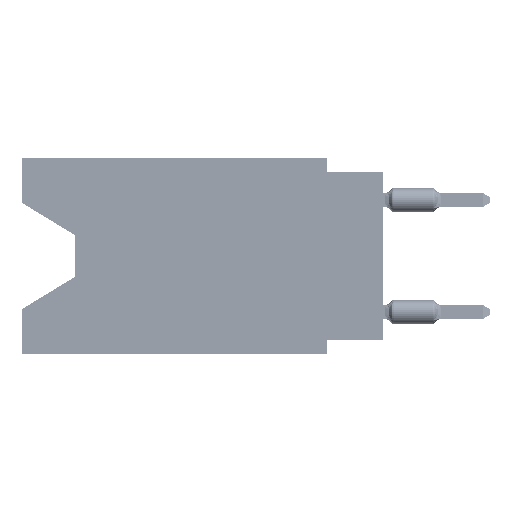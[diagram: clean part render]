
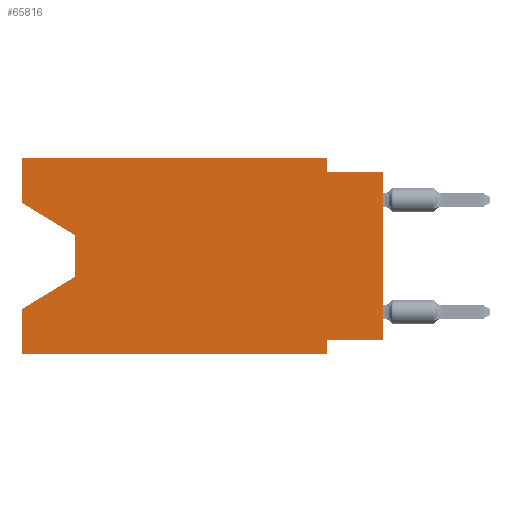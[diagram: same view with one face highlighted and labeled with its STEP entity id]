
A CAD part, left-side view. The second image highlights one B-rep face of the part: STEP entity #65816.
In plain terms, the highlighted planar face has unit normal (-1, 0, 0).
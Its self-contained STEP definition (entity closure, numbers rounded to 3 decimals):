
#298 = CARTESIAN_POINT ( 'NONE',  ( 0., 2.54, -8.89 ) ) ;
#1385 = CARTESIAN_POINT ( 'NONE',  ( 0., 16.383, -2.038 ) ) ;
#2159 = CARTESIAN_POINT ( 'NONE',  ( 0., 2.54, -8.89 ) ) ;
#2798 = CARTESIAN_POINT ( 'NONE',  ( 0., 2.54, 0. ) ) ;
#5050 = ORIENTED_EDGE ( 'NONE', *, *, #25995, .F. ) ;
#5463 = LINE ( 'NONE', #34468, #93058 ) ;
#5508 = VECTOR ( 'NONE', #78081, 1000. ) ;
#6964 = EDGE_CURVE ( 'NONE', #10630, #60588, #25312, .T. ) ;
#7334 = CARTESIAN_POINT ( 'NONE',  ( 0., 0., -0.635 ) ) ;
#7968 = ORIENTED_EDGE ( 'NONE', *, *, #21661, .T. ) ;
#9162 = VECTOR ( 'NONE', #22056, 1000. ) ;
#9847 = LINE ( 'NONE', #10332, #27172 ) ;
#10116 = LINE ( 'NONE', #68097, #22653 ) ;
#10332 = CARTESIAN_POINT ( 'NONE',  ( 0., 13.97, -5.385 ) ) ;
#10600 = EDGE_CURVE ( 'NONE', #22133, #84509, #29184, .T. ) ;
#10630 = VERTEX_POINT ( 'NONE', #93360 ) ;
#12293 = CARTESIAN_POINT ( 'NONE',  ( 0., 2.54, -8.255 ) ) ;
#13104 = ORIENTED_EDGE ( 'NONE', *, *, #24562, .F. ) ;
#15885 = LINE ( 'NONE', #81921, #46336 ) ;
#16997 = LINE ( 'NONE', #22731, #44290 ) ;
#17196 = ORIENTED_EDGE ( 'NONE', *, *, #49128, .F. ) ;
#20809 = VECTOR ( 'NONE', #23721, 1000. ) ;
#21097 = VERTEX_POINT ( 'NONE', #86347 ) ;
#21661 = EDGE_CURVE ( 'NONE', #86849, #10630, #10116, .T. ) ;
#21946 = DIRECTION ( 'NONE',  ( 1., 0., 0. ) ) ;
#22056 = DIRECTION ( 'NONE',  ( 0., -1., 0. ) ) ;
#22133 = VERTEX_POINT ( 'NONE', #74981 ) ;
#22653 = VECTOR ( 'NONE', #31986, 1000. ) ;
#22731 = CARTESIAN_POINT ( 'NONE',  ( 0., 16.383, 0. ) ) ;
#23173 = DIRECTION ( 'NONE',  ( 0., 0., 1. ) ) ;
#23721 = DIRECTION ( 'NONE',  ( 0., -1., 0. ) ) ;
#23841 = DIRECTION ( 'NONE',  ( 0., 0., 1. ) ) ;
#23966 = CARTESIAN_POINT ( 'NONE',  ( 0., 0., -8.255 ) ) ;
#24562 = EDGE_CURVE ( 'NONE', #35627, #21097, #16997, .T. ) ;
#25312 = LINE ( 'NONE', #46713, #90594 ) ;
#25995 = EDGE_CURVE ( 'NONE', #68918, #69052, #92543, .T. ) ;
#26336 = ORIENTED_EDGE ( 'NONE', *, *, #60018, .F. ) ;
#27172 = VECTOR ( 'NONE', #91114, 1000. ) ;
#29184 = LINE ( 'NONE', #7334, #9162 ) ;
#30336 = EDGE_CURVE ( 'NONE', #80004, #90828, #59387, .T. ) ;
#31438 = LINE ( 'NONE', #74235, #51458 ) ;
#31986 = DIRECTION ( 'NONE',  ( 0., -0.855, -0.519 ) ) ;
#34468 = CARTESIAN_POINT ( 'NONE',  ( 0., 16.383, -8.89 ) ) ;
#35391 = DIRECTION ( 'NONE',  ( 0., -1., 0. ) ) ;
#35627 = VERTEX_POINT ( 'NONE', #73998 ) ;
#36213 = CARTESIAN_POINT ( 'NONE',  ( 0., 16.383, 0. ) ) ;
#36258 = ORIENTED_EDGE ( 'NONE', *, *, #92767, .F. ) ;
#38436 = DIRECTION ( 'NONE',  ( 0., 0., -1. ) ) ;
#38689 = CARTESIAN_POINT ( 'NONE',  ( 0., 13.97, -5.385 ) ) ;
#41276 = EDGE_CURVE ( 'NONE', #42201, #84509, #31438, .T. ) ;
#42201 = VERTEX_POINT ( 'NONE', #23966 ) ;
#43438 = VECTOR ( 'NONE', #38436, 1000. ) ;
#44290 = VECTOR ( 'NONE', #23173, 1000. ) ;
#46046 = LINE ( 'NONE', #2798, #43438 ) ;
#46052 = CARTESIAN_POINT ( 'NONE',  ( 0., 16.383, 0. ) ) ;
#46336 = VECTOR ( 'NONE', #51071, 1000. ) ;
#46713 = CARTESIAN_POINT ( 'NONE',  ( 0., 13.97, -3.505 ) ) ;
#46718 = ORIENTED_EDGE ( 'NONE', *, *, #30336, .F. ) ;
#49093 = CARTESIAN_POINT ( 'NONE',  ( 0., 16.383, 0. ) ) ;
#49128 = EDGE_CURVE ( 'NONE', #86849, #80004, #71440, .T. ) ;
#51071 = DIRECTION ( 'NONE',  ( 0., 1., 0. ) ) ;
#51458 = VECTOR ( 'NONE', #23841, 1000. ) ;
#53798 = EDGE_LOOP ( 'NONE', ( #7968, #88665, #58182, #13104, #91538, #5050, #26336, #68267, #72345, #36258, #46718, #17196 ) ) ;
#58182 = ORIENTED_EDGE ( 'NONE', *, *, #80211, .T. ) ;
#59387 = LINE ( 'NONE', #46052, #20809 ) ;
#60018 = EDGE_CURVE ( 'NONE', #42201, #68918, #15885, .T. ) ;
#60317 = CARTESIAN_POINT ( 'NONE',  ( 0., 0., -0.635 ) ) ;
#60588 = VERTEX_POINT ( 'NONE', #38689 ) ;
#65654 = DIRECTION ( 'NONE',  ( 0., 0., -1. ) ) ;
#65816 = ADVANCED_FACE ( 'NONE', ( #93720 ), #93244, .F. ) ;
#68097 = CARTESIAN_POINT ( 'NONE',  ( 0., 16.383, -2.038 ) ) ;
#68267 = ORIENTED_EDGE ( 'NONE', *, *, #41276, .T. ) ;
#68918 = VERTEX_POINT ( 'NONE', #12293 ) ;
#69052 = VERTEX_POINT ( 'NONE', #2159 ) ;
#71440 = LINE ( 'NONE', #49093, #5508 ) ;
#72345 = ORIENTED_EDGE ( 'NONE', *, *, #10600, .F. ) ;
#73998 = CARTESIAN_POINT ( 'NONE',  ( 0., 16.383, -8.89 ) ) ;
#74235 = CARTESIAN_POINT ( 'NONE',  ( 0., 0., 0. ) ) ;
#74981 = CARTESIAN_POINT ( 'NONE',  ( 0., 2.54, -0.635 ) ) ;
#75699 = DIRECTION ( 'NONE',  ( 0., 0., -1. ) ) ;
#78081 = DIRECTION ( 'NONE',  ( 0., 0., 1. ) ) ;
#80004 = VERTEX_POINT ( 'NONE', #88745 ) ;
#80211 = EDGE_CURVE ( 'NONE', #60588, #21097, #9847, .T. ) ;
#80906 = VECTOR ( 'NONE', #87258, 1000. ) ;
#81921 = CARTESIAN_POINT ( 'NONE',  ( 0., 0., -8.255 ) ) ;
#84509 = VERTEX_POINT ( 'NONE', #60317 ) ;
#85930 = EDGE_CURVE ( 'NONE', #35627, #69052, #5463, .T. ) ;
#86347 = CARTESIAN_POINT ( 'NONE',  ( 0., 16.383, -6.852 ) ) ;
#86849 = VERTEX_POINT ( 'NONE', #1385 ) ;
#87258 = DIRECTION ( 'NONE',  ( 0., 0., -1. ) ) ;
#88665 = ORIENTED_EDGE ( 'NONE', *, *, #6964, .T. ) ;
#88745 = CARTESIAN_POINT ( 'NONE',  ( 0., 16.383, 0. ) ) ;
#90594 = VECTOR ( 'NONE', #75699, 1000. ) ;
#90828 = VERTEX_POINT ( 'NONE', #93302 ) ;
#91114 = DIRECTION ( 'NONE',  ( 0., 0.855, -0.519 ) ) ;
#91538 = ORIENTED_EDGE ( 'NONE', *, *, #85930, .T. ) ;
#92543 = LINE ( 'NONE', #298, #80906 ) ;
#92767 = EDGE_CURVE ( 'NONE', #90828, #22133, #46046, .T. ) ;
#93058 = VECTOR ( 'NONE', #35391, 1000. ) ;
#93244 = PLANE ( 'NONE',  #93653 ) ;
#93302 = CARTESIAN_POINT ( 'NONE',  ( 0., 2.54, 0. ) ) ;
#93360 = CARTESIAN_POINT ( 'NONE',  ( 0., 13.97, -3.505 ) ) ;
#93653 = AXIS2_PLACEMENT_3D ( 'NONE', #36213, #21946, #65654 ) ;
#93720 = FACE_OUTER_BOUND ( 'NONE', #53798, .T. ) ;
